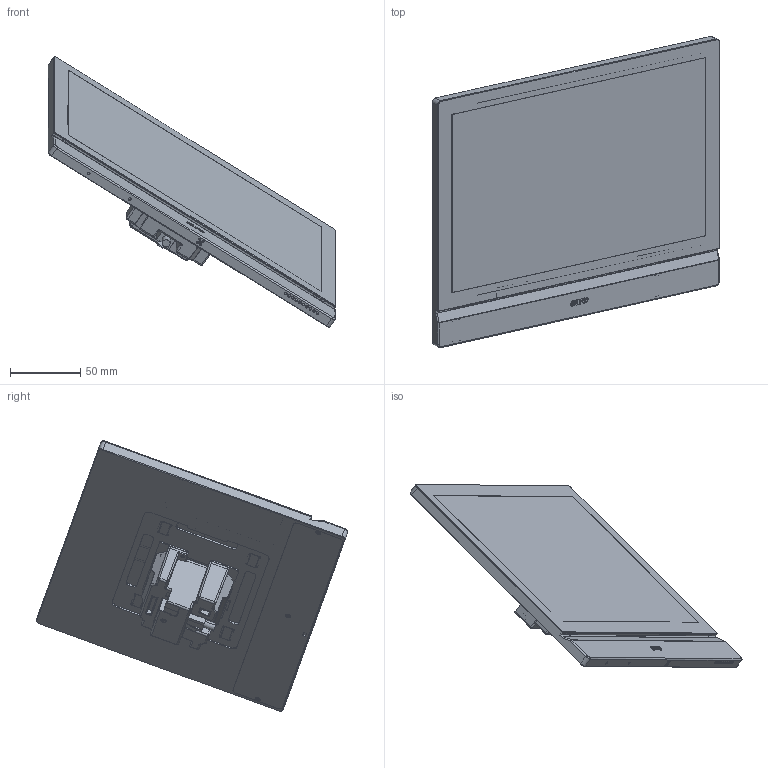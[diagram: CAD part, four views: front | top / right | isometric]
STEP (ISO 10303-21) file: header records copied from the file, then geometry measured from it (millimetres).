
FILE_DESCRIPTION(('CATIA V5 STEP Exchange'),'2;1');
FILE_NAME('TS-SMART10ALS.stp','2024-03-21T10:34:30+00:00',('none'),('none'),'CATIA Version 5-6 Release 2016 SP6','CATIA V5 STEP AP203','none');
FILE_SCHEMA(('CONFIG_CONTROL_DESIGN'));
Products named in the file (1): TS-SMART10
Assembly tree (2 placements, depth 2):
  TS-SMART10
    #57
    #101
Bounding box: 204.43 x 221.49 x 192.17 mm (x, y, z)
Volume: 386464.3 mm3; surface area: 423479.2 mm2
Topology: 34 solids, 34 shells, 2059 faces, 5517 edges, 3581 vertices
Faces by surface type: plane 1307, cylinder 572, cone 69, sphere 39, bspline 30, torus 22, extrusion 20
Entity records: 70904 total; most frequent: CARTESIAN_POINT 21076, ORIENTED_EDGE 10960, DIRECTION 8812, EDGE_CURVE 5480, VECTOR 4005, LINE 3985, VERTEX_POINT 3577, AXIS2_PLACEMENT_3D 2809
